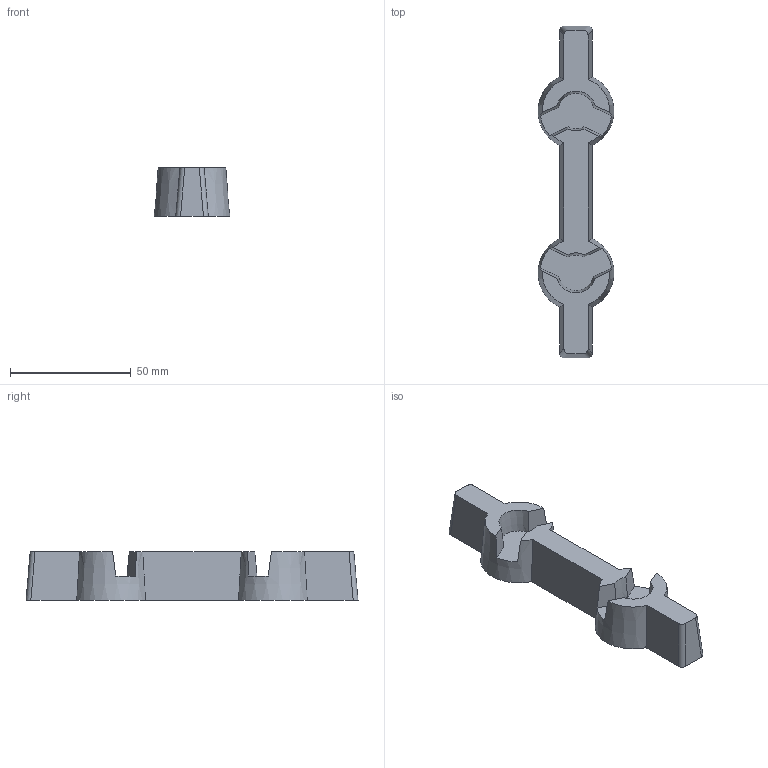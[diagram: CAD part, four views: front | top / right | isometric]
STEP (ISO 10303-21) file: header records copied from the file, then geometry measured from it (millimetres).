
FILE_DESCRIPTION(/* description */ ('','CAx-IF Rec.Pracs.---Representation and Presentation of Product Manufacturing Information (PMI)---4.0---2014-10-13'),/* implementation_level */ '2;1');
FILE_NAME(/* name */ 'keyboard-2-plate v11 - Base Middle.step',/* time_stamp */ '2025-01-19T01:33:41Z',/* author */ (''),/* organization */ (''),/* preprocessor_version */ 'ST-DEVELOPER v20',/* originating_system */ 'Autodesk Translation Framework v13.20.0.188',/* authorisation */ '');
FILE_SCHEMA (('AP242_MANAGED_MODEL_BASED_3D_ENGINEERING_MIM_LF { 1 0 10303 442 1 1 4 }'));
Length unit declared in the file: millimetre
Products named in the file (3): keyboard-2-plate; Base; Base-Feet
Assembly tree (2 placements, depth 3):
  keyboard-2-plate
    Base
      Base-Feet
Bounding box: 31.38 x 137.5 x 20 mm (x, y, z)
Volume: 39461.2 mm3; surface area: 11732.1 mm2
Topology: 1 solids, 1 shells, 34 faces, 104 edges, 72 vertices
Faces by surface type: plane 22, cone 8, cylinder 4
Entity records: 1214 total; most frequent: CARTESIAN_POINT 279, ORIENTED_EDGE 208, DIRECTION 182, EDGE_CURVE 104, VERTEX_POINT 72, AXIS2_PLACEMENT_3D 71, LINE 40, VECTOR 40
